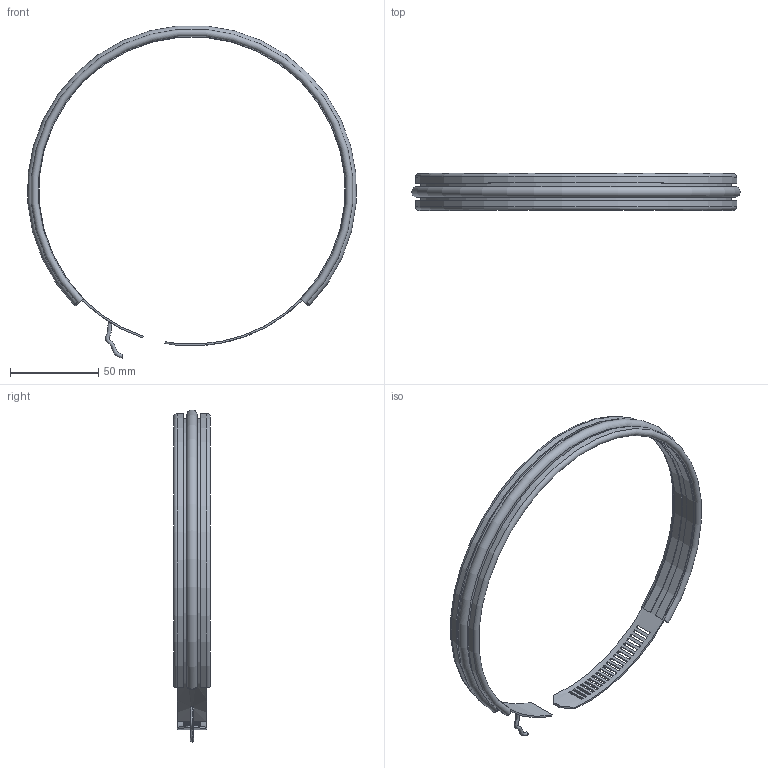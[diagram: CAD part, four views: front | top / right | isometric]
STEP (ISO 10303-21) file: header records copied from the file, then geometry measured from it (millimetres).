
FILE_DESCRIPTION((''),'2;1');
FILE_NAME('120Z5040','2020-01-02T',('U333183'),('DANFOSS COMMERCIAL COMPRESSOR'),'CREO PARAMETRIC BY PTC INC, 2015480','CREO PARAMETRIC BY PTC INC, 2015480','');
FILE_SCHEMA(('CONFIG_CONTROL_DESIGN'));
Length unit declared in the file: millimetre
Products named in the file (1): 120Z5040
Bounding box: 186.41 x 21 x 188.52 mm (x, y, z)
Volume: 23245.6 mm3; surface area: 43605.5 mm2
Topology: 1 solids, 1 shells, 129 faces, 356 edges, 232 vertices
Faces by surface type: plane 107, cylinder 12, torus 6, bspline 4
Entity records: 5020 total; most frequent: CARTESIAN_POINT 1525, DIRECTION 724, ORIENTED_EDGE 712, EDGE_CURVE 356, AXIS2_PLACEMENT_3D 257, VERTEX_POINT 232, VECTOR 210, LINE 210
